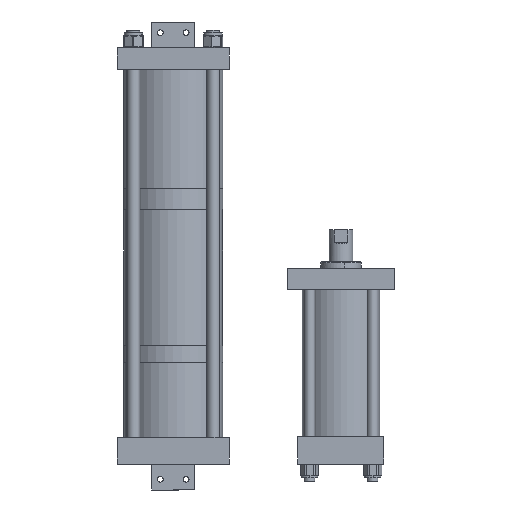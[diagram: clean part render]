
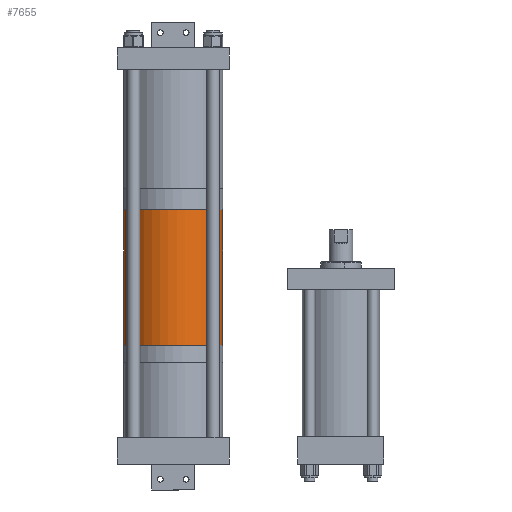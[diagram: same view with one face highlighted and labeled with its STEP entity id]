
A CAD part, front view. The second image highlights one B-rep face of the part: STEP entity #7655.
In plain terms, the highlighted cylindrical face has radius 73.025 mm (diameter 146.05 mm), a partial arc.
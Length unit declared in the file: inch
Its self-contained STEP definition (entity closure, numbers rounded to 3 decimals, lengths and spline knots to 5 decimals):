
#14 = EDGE_CURVE ( 'NONE', #5345, #15564, #3188, .T. ) ;
#263 = DIRECTION ( 'NONE',  ( -1., 0., 0. ) ) ;
#1306 = ORIENTED_EDGE ( 'NONE', *, *, #1644, .T. ) ;
#1571 = CARTESIAN_POINT ( 'NONE',  ( 0., 0., 7.848 ) ) ;
#1644 = EDGE_CURVE ( 'NONE', #10451, #15564, #7135, .T. ) ;
#1779 = VECTOR ( 'NONE', #13608, 39.37008 ) ;
#3003 = CIRCLE ( 'NONE', #16114, 2.875 ) ;
#3188 = LINE ( 'NONE', #3224, #1779 ) ;
#3224 = CARTESIAN_POINT ( 'NONE',  ( 2.875, 0., 7.848 ) ) ;
#4008 = EDGE_LOOP ( 'NONE', ( #13079, #4375, #8211, #1306 ) ) ;
#4375 = ORIENTED_EDGE ( 'NONE', *, *, #5221, .F. ) ;
#5221 = EDGE_CURVE ( 'NONE', #7035, #5345, #3003, .T. ) ;
#5345 = VERTEX_POINT ( 'NONE', #11141 ) ;
#5389 = DIRECTION ( 'NONE',  ( 1., 0., 0. ) ) ;
#5575 = AXIS2_PLACEMENT_3D ( 'NONE', #15364, #15585, #263 ) ;
#6036 = EDGE_CURVE ( 'NONE', #7035, #10451, #10390, .T. ) ;
#6588 = FACE_OUTER_BOUND ( 'NONE', #4008, .T. ) ;
#7035 = VERTEX_POINT ( 'NONE', #15549 ) ;
#7135 = CIRCLE ( 'NONE', #13741, 2.875 ) ;
#7179 = CARTESIAN_POINT ( 'NONE',  ( -2.875, 0., 0. ) ) ;
#7655 = ADVANCED_FACE ( 'NONE', ( #6588 ), #9158, .T. ) ;
#7981 = DIRECTION ( 'NONE',  ( 0., 0., 1. ) ) ;
#8211 = ORIENTED_EDGE ( 'NONE', *, *, #6036, .T. ) ;
#8367 = CARTESIAN_POINT ( 'NONE',  ( -2.875, 0., 7.848 ) ) ;
#9158 = CYLINDRICAL_SURFACE ( 'NONE', #5575, 2.875 ) ;
#9187 = VECTOR ( 'NONE', #14689, 39.37008 ) ;
#9769 = DIRECTION ( 'NONE',  ( 0., 0., 1. ) ) ;
#10390 = LINE ( 'NONE', #8367, #9187 ) ;
#10451 = VERTEX_POINT ( 'NONE', #7179 ) ;
#11141 = CARTESIAN_POINT ( 'NONE',  ( 2.875, 0., 7.848 ) ) ;
#12510 = CARTESIAN_POINT ( 'NONE',  ( 0., 0., 0. ) ) ;
#13079 = ORIENTED_EDGE ( 'NONE', *, *, #14, .F. ) ;
#13608 = DIRECTION ( 'NONE',  ( 0., 0., -1. ) ) ;
#13741 = AXIS2_PLACEMENT_3D ( 'NONE', #12510, #9769, #16111 ) ;
#14368 = CARTESIAN_POINT ( 'NONE',  ( 2.875, 0., 0. ) ) ;
#14689 = DIRECTION ( 'NONE',  ( 0., 0., -1. ) ) ;
#15364 = CARTESIAN_POINT ( 'NONE',  ( 0., 0., 7.848 ) ) ;
#15549 = CARTESIAN_POINT ( 'NONE',  ( -2.875, 0., 7.848 ) ) ;
#15564 = VERTEX_POINT ( 'NONE', #14368 ) ;
#15585 = DIRECTION ( 'NONE',  ( 0., 0., -1. ) ) ;
#16111 = DIRECTION ( 'NONE',  ( 1., 0., 0. ) ) ;
#16114 = AXIS2_PLACEMENT_3D ( 'NONE', #1571, #7981, #5389 ) ;
